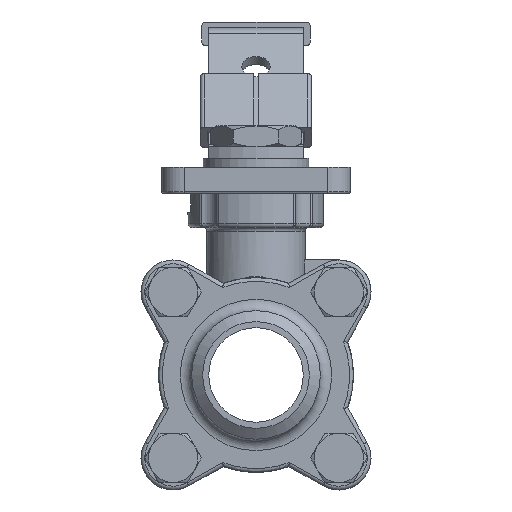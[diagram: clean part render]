
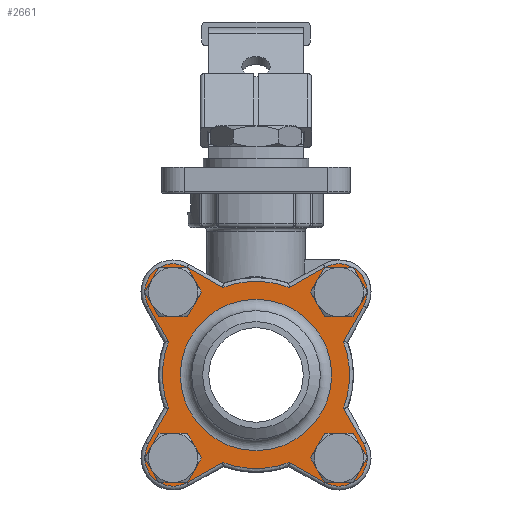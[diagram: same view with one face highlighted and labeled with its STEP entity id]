
A CAD part, left-side view. The second image highlights one B-rep face of the part: STEP entity #2661.
In plain terms, the highlighted face is planar.
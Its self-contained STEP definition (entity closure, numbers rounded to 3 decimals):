
#2661=ADVANCED_FACE('',(#4071,#4072,#4073,#4074,#4075,#4076),#4077,.T.);
#4071=FACE_BOUND('',#5924,.T.);
#4072=FACE_BOUND('',#5925,.T.);
#4073=FACE_BOUND('',#5926,.T.);
#4074=FACE_BOUND('',#5927,.T.);
#4075=FACE_BOUND('',#5928,.T.);
#4076=FACE_OUTER_BOUND('',#5929,.T.);
#4077=PLANE('',#5930);
#5924=EDGE_LOOP('',(#10463));
#5925=EDGE_LOOP('',(#10464));
#5926=EDGE_LOOP('',(#10465));
#5927=EDGE_LOOP('',(#10466));
#5928=EDGE_LOOP('',(#10467));
#5929=EDGE_LOOP('',(#10468,#10469,#10470,#10471,#10472,#10473,#10474,#10475,#10476,#10477,#10478,#10479,#10480,#10481,#10482,#10483));
#5930=AXIS2_PLACEMENT_3D('',#10484,#10485,#10486);
#10463=ORIENTED_EDGE('',*,*,#11924,.F.);
#10464=ORIENTED_EDGE('',*,*,#11879,.T.);
#10465=ORIENTED_EDGE('',*,*,#11957,.T.);
#10466=ORIENTED_EDGE('',*,*,#11903,.T.);
#10467=ORIENTED_EDGE('',*,*,#11905,.T.);
#10468=ORIENTED_EDGE('',*,*,#11909,.F.);
#10469=ORIENTED_EDGE('',*,*,#11887,.F.);
#10470=ORIENTED_EDGE('',*,*,#11859,.F.);
#10471=ORIENTED_EDGE('',*,*,#11898,.F.);
#10472=ORIENTED_EDGE('',*,*,#11912,.F.);
#10473=ORIENTED_EDGE('',*,*,#11954,.F.);
#10474=ORIENTED_EDGE('',*,*,#11958,.F.);
#10475=ORIENTED_EDGE('',*,*,#11959,.F.);
#10476=ORIENTED_EDGE('',*,*,#11870,.F.);
#10477=ORIENTED_EDGE('',*,*,#11955,.F.);
#10478=ORIENTED_EDGE('',*,*,#11921,.F.);
#10479=ORIENTED_EDGE('',*,*,#11894,.F.);
#10480=ORIENTED_EDGE('',*,*,#11867,.F.);
#10481=ORIENTED_EDGE('',*,*,#11960,.F.);
#10482=ORIENTED_EDGE('',*,*,#11961,.F.);
#10483=ORIENTED_EDGE('',*,*,#11962,.F.);
#10484=CARTESIAN_POINT('',(0.0,0.0,9.0));
#10485=DIRECTION('',(0.0,0.0,1.0));
#10486=DIRECTION('',(1.0,0.0,0.0));
#11859=EDGE_CURVE('',#14024,#14026,#14027,.T.);
#11867=EDGE_CURVE('',#14039,#14034,#14041,.T.);
#11870=EDGE_CURVE('',#14045,#14047,#14048,.T.);
#11879=EDGE_CURVE('',#14063,#14063,#14064,.T.);
#11887=EDGE_CURVE('',#14026,#14078,#14079,.T.);
#11894=EDGE_CURVE('',#14034,#14086,#14090,.T.);
#11898=EDGE_CURVE('',#14095,#14024,#14097,.T.);
#11903=EDGE_CURVE('',#14104,#14104,#14105,.T.);
#11905=EDGE_CURVE('',#14108,#14108,#14109,.T.);
#11909=EDGE_CURVE('',#14078,#14112,#14116,.T.);
#11912=EDGE_CURVE('',#14118,#14095,#14120,.T.);
#11921=EDGE_CURVE('',#14086,#14133,#14134,.T.);
#11924=EDGE_CURVE('',#14138,#14138,#14139,.T.);
#11954=EDGE_CURVE('',#14183,#14118,#14185,.T.);
#11955=EDGE_CURVE('',#14133,#14045,#14186,.T.);
#11957=EDGE_CURVE('',#14188,#14188,#14189,.T.);
#11958=EDGE_CURVE('',#14190,#14183,#14191,.T.);
#11959=EDGE_CURVE('',#14047,#14190,#14192,.T.);
#11960=EDGE_CURVE('',#14193,#14039,#14194,.T.);
#11961=EDGE_CURVE('',#14195,#14193,#14196,.T.);
#11962=EDGE_CURVE('',#14112,#14195,#14197,.T.);
#14024=VERTEX_POINT('',#19118);
#14026=VERTEX_POINT('',#19120);
#14027=LINE('',#19121,#19122);
#14034=VERTEX_POINT('',#19143);
#14039=VERTEX_POINT('',#19149);
#14041=LINE('',#19164,#19165);
#14045=VERTEX_POINT('',#19170);
#14047=VERTEX_POINT('',#19185);
#14048=LINE('',#19186,#19187);
#14063=VERTEX_POINT('',#19205);
#14064=CIRCLE('',#19206,4.25);
#14078=VERTEX_POINT('',#19224);
#14079=CIRCLE('',#19225,24.75);
#14086=VERTEX_POINT('',#19248);
#14090=CIRCLE('',#19252,7.5);
#14095=VERTEX_POINT('',#19257);
#14097=CIRCLE('',#19259,7.5);
#14104=VERTEX_POINT('',#19267);
#14105=CIRCLE('',#19268,4.25);
#14108=VERTEX_POINT('',#19271);
#14109=CIRCLE('',#19272,4.25);
#14112=VERTEX_POINT('',#19275);
#14116=LINE('',#19280,#19281);
#14118=VERTEX_POINT('',#19284);
#14120=LINE('',#19299,#19300);
#14133=VERTEX_POINT('',#19343);
#14134=LINE('',#19344,#19345);
#14138=VERTEX_POINT('',#19363);
#14139=CIRCLE('',#19364,20.0);
#14183=VERTEX_POINT('',#19470);
#14185=CIRCLE('',#19485,24.75);
#14186=CIRCLE('',#19486,24.75);
#14188=VERTEX_POINT('',#19489);
#14189=CIRCLE('',#19490,4.25);
#14190=VERTEX_POINT('',#19491);
#14191=LINE('',#19492,#19493);
#14192=CIRCLE('',#19494,7.5);
#14193=VERTEX_POINT('',#19495);
#14194=CIRCLE('',#19496,24.75);
#14195=VERTEX_POINT('',#19497);
#14196=LINE('',#19498,#19499);
#14197=CIRCLE('',#19500,7.5);
#19118=CARTESIAN_POINT('',(-7.22,-33.03,9.0));
#19120=CARTESIAN_POINT('',(-10.162,-22.568,9.0));
#19121=CARTESIAN_POINT('',(-11.964,-16.162,9.0));
#19122=VECTOR('',#21540,1.0);
#19143=CARTESIAN_POINT('',(-7.22,33.03,9.0));
#19149=CARTESIAN_POINT('',(-10.162,22.568,9.0));
#19164=CARTESIAN_POINT('',(-11.964,16.162,9.0));
#19165=VECTOR('',#21552,1.0);
#19170=CARTESIAN_POINT('',(22.568,10.162,9.0));
#19185=CARTESIAN_POINT('',(33.03,7.22,9.0));
#19186=CARTESIAN_POINT('',(16.162,11.964,9.0));
#19187=VECTOR('',#21554,1.0);
#19205=CARTESIAN_POINT('',(-4.25,31.0,9.0));
#19206=AXIS2_PLACEMENT_3D('',#21573,#21574,#21575);
#19224=CARTESIAN_POINT('',(-22.568,-10.162,9.0));
#19225=AXIS2_PLACEMENT_3D('',#21589,#21590,#21591);
#19248=CARTESIAN_POINT('',(7.22,33.03,9.0));
#19252=AXIS2_PLACEMENT_3D('',#21601,#21602,#21603);
#19257=CARTESIAN_POINT('',(7.22,-33.03,9.0));
#19259=AXIS2_PLACEMENT_3D('',#21613,#21614,#21615);
#19267=CARTESIAN_POINT('',(-4.25,-31.0,9.0));
#19268=AXIS2_PLACEMENT_3D('',#21626,#21627,#21628);
#19271=CARTESIAN_POINT('',(26.75,0.,9.0));
#19272=AXIS2_PLACEMENT_3D('',#21632,#21633,#21634);
#19275=CARTESIAN_POINT('',(-33.03,-7.22,9.0));
#19280=CARTESIAN_POINT('',(-16.162,-11.964,9.0));
#19281=VECTOR('',#21642,1.0);
#19284=CARTESIAN_POINT('',(10.162,-22.568,9.0));
#19299=CARTESIAN_POINT('',(11.964,-16.162,9.0));
#19300=VECTOR('',#21644,1.0);
#19343=CARTESIAN_POINT('',(10.162,22.568,9.0));
#19344=CARTESIAN_POINT('',(11.964,16.162,9.0));
#19345=VECTOR('',#21655,1.0);
#19363=CARTESIAN_POINT('',(14.142,14.142,9.0));
#19364=AXIS2_PLACEMENT_3D('',#21657,#21658,#21659);
#19470=CARTESIAN_POINT('',(22.568,-10.162,9.0));
#19485=AXIS2_PLACEMENT_3D('',#21712,#21713,#21714);
#19486=AXIS2_PLACEMENT_3D('',#21715,#21716,#21717);
#19489=CARTESIAN_POINT('',(-35.25,0.,9.0));
#19490=AXIS2_PLACEMENT_3D('',#21719,#21720,#21721);
#19491=CARTESIAN_POINT('',(33.03,-7.22,9.0));
#19492=CARTESIAN_POINT('',(16.162,-11.964,9.0));
#19493=VECTOR('',#21722,1.0);
#19494=AXIS2_PLACEMENT_3D('',#21723,#21724,#21725);
#19495=CARTESIAN_POINT('',(-22.568,10.162,9.0));
#19496=AXIS2_PLACEMENT_3D('',#21726,#21727,#21728);
#19497=CARTESIAN_POINT('',(-33.03,7.22,9.0));
#19498=CARTESIAN_POINT('',(-16.162,11.964,9.0));
#19499=VECTOR('',#21729,1.0);
#19500=AXIS2_PLACEMENT_3D('',#21730,#21731,#21732);
#21540=DIRECTION('',(-0.271,0.963,0.0));
#21552=DIRECTION('',(0.271,0.963,0.0));
#21554=DIRECTION('',(0.963,-0.271,0.0));
#21573=CARTESIAN_POINT('',(0.,31.0,9.0));
#21574=DIRECTION('',(0.,0.,-1.0));
#21575=DIRECTION('',(1.0,0.,0.));
#21589=CARTESIAN_POINT('',(0.0,0.0,9.0));
#21590=DIRECTION('',(-0.0,0.0,-1.0));
#21591=DIRECTION('',(-0.707,-0.707,0.0));
#21601=CARTESIAN_POINT('',(0.,31.0,9.0));
#21602=DIRECTION('',(0.0,0.0,-1.0));
#21603=DIRECTION('',(0.,1.0,0.0));
#21613=CARTESIAN_POINT('',(0.,-31.0,9.0));
#21614=DIRECTION('',(0.0,0.0,-1.0));
#21615=DIRECTION('',(0.,-1.0,0.0));
#21626=CARTESIAN_POINT('',(0.,-31.0,9.0));
#21627=DIRECTION('',(0.,0.,-1.0));
#21628=DIRECTION('',(1.0,0.,0.));
#21632=CARTESIAN_POINT('',(31.0,0.,9.0));
#21633=DIRECTION('',(0.,0.,-1.0));
#21634=DIRECTION('',(1.0,0.,0.));
#21642=DIRECTION('',(-0.963,0.271,0.0));
#21644=DIRECTION('',(-0.271,-0.963,0.0));
#21655=DIRECTION('',(0.271,-0.963,0.0));
#21657=CARTESIAN_POINT('',(0.,0.,9.0));
#21658=DIRECTION('',(0.0,0.0,1.0));
#21659=DIRECTION('',(-0.707,-0.707,0.0));
#21712=CARTESIAN_POINT('',(0.0,0.0,9.0));
#21713=DIRECTION('',(0.0,0.0,-1.0));
#21714=DIRECTION('',(0.707,-0.707,0.0));
#21715=CARTESIAN_POINT('',(0.0,0.0,9.0));
#21716=DIRECTION('',(0.0,0.0,-1.0));
#21717=DIRECTION('',(0.707,0.707,0.0));
#21719=CARTESIAN_POINT('',(-31.0,0.,9.0));
#21720=DIRECTION('',(0.,0.,-1.0));
#21721=DIRECTION('',(1.0,0.,0.));
#21722=DIRECTION('',(-0.963,-0.271,0.0));
#21723=CARTESIAN_POINT('',(31.0,0.,9.0));
#21724=DIRECTION('',(0.0,0.0,-1.0));
#21725=DIRECTION('',(1.0,0.,0.0));
#21726=CARTESIAN_POINT('',(0.0,0.0,9.0));
#21727=DIRECTION('',(0.0,0.0,-1.0));
#21728=DIRECTION('',(-0.707,0.707,0.0));
#21729=DIRECTION('',(0.963,0.271,0.0));
#21730=CARTESIAN_POINT('',(-31.0,0.,9.0));
#21731=DIRECTION('',(0.0,0.0,-1.0));
#21732=DIRECTION('',(-1.0,0.,0.0));
